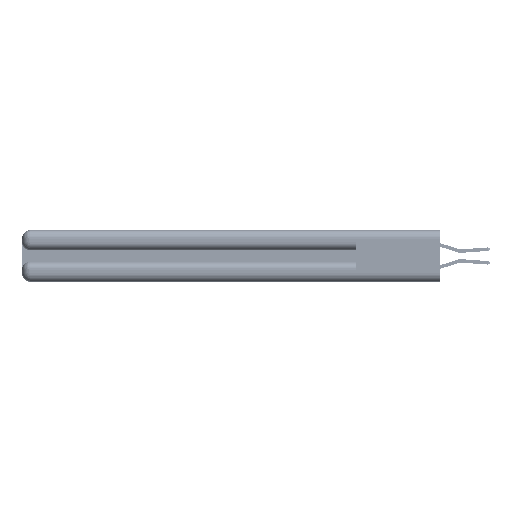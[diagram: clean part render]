
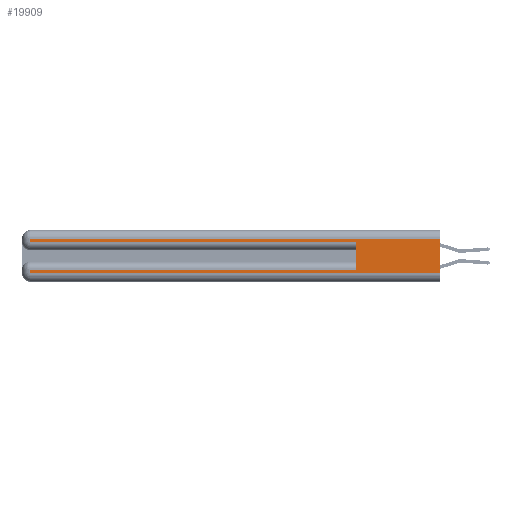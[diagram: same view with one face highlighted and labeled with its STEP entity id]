
A CAD part, left-side view. The second image highlights one B-rep face of the part: STEP entity #19909.
In plain terms, the highlighted planar face has unit normal (-1, 0, 0).
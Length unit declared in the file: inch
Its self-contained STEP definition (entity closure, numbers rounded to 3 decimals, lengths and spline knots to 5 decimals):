
#1546 = EDGE_CURVE ( 'NONE', #4983, #31571, #50270, .T. ) ;
#1600 = EDGE_CURVE ( 'NONE', #56778, #4983, #1945, .T. ) ;
#1945 = LINE ( 'NONE', #34066, #41838 ) ;
#3189 = VERTEX_POINT ( 'NONE', #34925 ) ;
#3355 = CARTESIAN_POINT ( 'NONE',  ( 0., 0., 0.06 ) ) ;
#3764 = EDGE_CURVE ( 'NONE', #49423, #3189, #41167, .T. ) ;
#3980 = CARTESIAN_POINT ( 'NONE',  ( 0., 2.94, 0.085 ) ) ;
#4202 = ORIENTED_EDGE ( 'NONE', *, *, #18383, .T. ) ;
#4983 = VERTEX_POINT ( 'NONE', #3980 ) ;
#5927 = CARTESIAN_POINT ( 'NONE',  ( 0., 0., 0.285 ) ) ;
#6314 = CARTESIAN_POINT ( 'NONE',  ( 0., 0.6, 0.145 ) ) ;
#9156 = CARTESIAN_POINT ( 'NONE',  ( 0., 0.6, 0.085 ) ) ;
#10139 = EDGE_CURVE ( 'NONE', #56778, #15164, #28929, .T. ) ;
#10474 = DIRECTION ( 'NONE',  ( 0., -1., 0. ) ) ;
#11294 = DIRECTION ( 'NONE',  ( 0., 0., 1. ) ) ;
#11738 = DIRECTION ( 'NONE',  ( 0., 1., 0. ) ) ;
#12086 = AXIS2_PLACEMENT_3D ( 'NONE', #34796, #30166, #12091 ) ;
#12091 = DIRECTION ( 'NONE',  ( 0., 0., -1. ) ) ;
#12361 = VECTOR ( 'NONE', #45279, 39.37008 ) ;
#14116 = EDGE_CURVE ( 'NONE', #38532, #34294, #42972, .T. ) ;
#14134 = CARTESIAN_POINT ( 'NONE',  ( 0., 2.94, 0.31 ) ) ;
#14592 = VECTOR ( 'NONE', #23605, 39.37008 ) ;
#15164 = VERTEX_POINT ( 'NONE', #34474 ) ;
#15707 = ORIENTED_EDGE ( 'NONE', *, *, #14116, .F. ) ;
#15770 = DIRECTION ( 'NONE',  ( 0., 0., -1. ) ) ;
#17153 = LINE ( 'NONE', #54559, #12361 ) ;
#18383 = EDGE_CURVE ( 'NONE', #31571, #34294, #27640, .T. ) ;
#19048 = EDGE_CURVE ( 'NONE', #38532, #49423, #17153, .T. ) ;
#19909 = ADVANCED_FACE ( 'NONE', ( #24664 ), #25932, .F. ) ;
#23605 = DIRECTION ( 'NONE',  ( 0., -1., 0. ) ) ;
#24664 = FACE_OUTER_BOUND ( 'NONE', #31861, .T. ) ;
#25438 = VECTOR ( 'NONE', #11294, 39.37008 ) ;
#25932 = PLANE ( 'NONE',  #12086 ) ;
#26307 = LINE ( 'NONE', #5927, #14592 ) ;
#26807 = ORIENTED_EDGE ( 'NONE', *, *, #19048, .T. ) ;
#27443 = ORIENTED_EDGE ( 'NONE', *, *, #1546, .T. ) ;
#27640 = LINE ( 'NONE', #36862, #31084 ) ;
#28929 = LINE ( 'NONE', #6314, #25438 ) ;
#30166 = DIRECTION ( 'NONE',  ( 1., 0., 0. ) ) ;
#30461 = DIRECTION ( 'NONE',  ( 0., 0., -1. ) ) ;
#31084 = VECTOR ( 'NONE', #10474, 39.37008 ) ;
#31571 = VERTEX_POINT ( 'NONE', #42336 ) ;
#31861 = EDGE_LOOP ( 'NONE', ( #15707, #26807, #52339, #51902, #36943, #34120, #27443, #4202 ) ) ;
#33114 = EDGE_CURVE ( 'NONE', #3189, #15164, #26307, .T. ) ;
#34066 = CARTESIAN_POINT ( 'NONE',  ( 0., 0., 0.085 ) ) ;
#34120 = ORIENTED_EDGE ( 'NONE', *, *, #1600, .T. ) ;
#34294 = VERTEX_POINT ( 'NONE', #3355 ) ;
#34474 = CARTESIAN_POINT ( 'NONE',  ( 0., 0.6, 0.285 ) ) ;
#34796 = CARTESIAN_POINT ( 'NONE',  ( 0., 0., 0.37 ) ) ;
#34847 = CARTESIAN_POINT ( 'NONE',  ( 0., 0., 0.31 ) ) ;
#34925 = CARTESIAN_POINT ( 'NONE',  ( 0., 2.94, 0.285 ) ) ;
#35417 = VECTOR ( 'NONE', #51843, 39.37008 ) ;
#36862 = CARTESIAN_POINT ( 'NONE',  ( 0., 0., 0.06 ) ) ;
#36943 = ORIENTED_EDGE ( 'NONE', *, *, #10139, .F. ) ;
#38449 = VECTOR ( 'NONE', #15770, 39.37008 ) ;
#38532 = VERTEX_POINT ( 'NONE', #34847 ) ;
#38741 = CARTESIAN_POINT ( 'NONE',  ( 0., 2.94, 0.37 ) ) ;
#41167 = LINE ( 'NONE', #38741, #56373 ) ;
#41838 = VECTOR ( 'NONE', #11738, 39.37008 ) ;
#42336 = CARTESIAN_POINT ( 'NONE',  ( 0., 2.94, 0.06 ) ) ;
#42972 = LINE ( 'NONE', #52033, #35417 ) ;
#45279 = DIRECTION ( 'NONE',  ( 0., 1., 0. ) ) ;
#49423 = VERTEX_POINT ( 'NONE', #14134 ) ;
#50270 = LINE ( 'NONE', #55096, #38449 ) ;
#51843 = DIRECTION ( 'NONE',  ( 0., 0., -1. ) ) ;
#51902 = ORIENTED_EDGE ( 'NONE', *, *, #33114, .T. ) ;
#52033 = CARTESIAN_POINT ( 'NONE',  ( 0., 0., 0.37 ) ) ;
#52339 = ORIENTED_EDGE ( 'NONE', *, *, #3764, .T. ) ;
#54559 = CARTESIAN_POINT ( 'NONE',  ( 0., 0., 0.31 ) ) ;
#55096 = CARTESIAN_POINT ( 'NONE',  ( 0., 2.94, 0.37 ) ) ;
#56373 = VECTOR ( 'NONE', #30461, 39.37008 ) ;
#56778 = VERTEX_POINT ( 'NONE', #9156 ) ;
